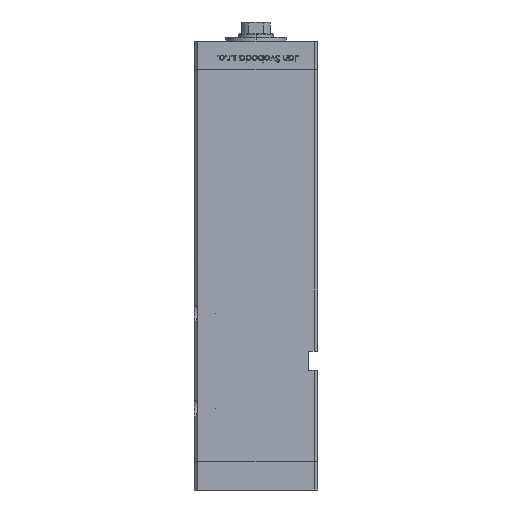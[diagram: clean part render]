
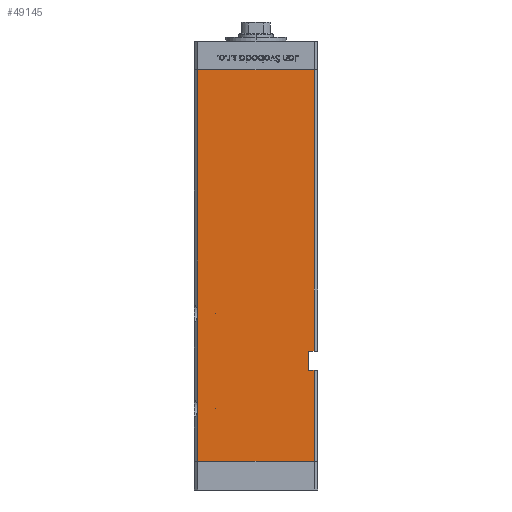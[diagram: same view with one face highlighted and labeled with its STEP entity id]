
A CAD part, left-side view. The second image highlights one B-rep face of the part: STEP entity #49145.
In plain terms, the highlighted planar face has unit normal (-1, 0, 0).
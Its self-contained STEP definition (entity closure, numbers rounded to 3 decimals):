
#588 = LINE ( 'NONE', #41212, #10588 ) ;
#1177 = CARTESIAN_POINT ( 'NONE',  ( -37.5, -30.5, 48. ) ) ;
#2317 = ORIENTED_EDGE ( 'NONE', *, *, #31286, .F. ) ;
#2871 = CARTESIAN_POINT ( 'NONE',  ( -37.5, -27.5, 58. ) ) ;
#3607 = DIRECTION ( 'NONE',  ( 0., 1., 0. ) ) ;
#3779 = EDGE_CURVE ( 'NONE', #25070, #17662, #36066, .T. ) ;
#4435 = ORIENTED_EDGE ( 'NONE', *, *, #14331, .F. ) ;
#5773 = LINE ( 'NONE', #10066, #39095 ) ;
#6278 = VERTEX_POINT ( 'NONE', #44203 ) ;
#6698 = EDGE_CURVE ( 'NONE', #32614, #26094, #588, .T. ) ;
#7069 = VECTOR ( 'NONE', #24410, 1000. ) ;
#7083 = EDGE_LOOP ( 'NONE', ( #2317, #41229, #24838, #21104, #4435, #43825, #15377, #42308 ) ) ;
#8164 = FACE_OUTER_BOUND ( 'NONE', #7083, .T. ) ;
#10066 = CARTESIAN_POINT ( 'NONE',  ( -37.5, 30.5, 0. ) ) ;
#10588 = VECTOR ( 'NONE', #16989, 1000. ) ;
#11679 = DIRECTION ( 'NONE',  ( 1., 0., 0. ) ) ;
#12290 = CARTESIAN_POINT ( 'NONE',  ( -37.5, -30.5, 206. ) ) ;
#12372 = VECTOR ( 'NONE', #53015, 1000. ) ;
#14331 = EDGE_CURVE ( 'NONE', #17662, #23810, #52636, .T. ) ;
#14795 = DIRECTION ( 'NONE',  ( 0., 0., -1. ) ) ;
#14907 = DIRECTION ( 'NONE',  ( 0., -1., 0. ) ) ;
#15375 = CARTESIAN_POINT ( 'NONE',  ( -37.5, -27.5, 58. ) ) ;
#15377 = ORIENTED_EDGE ( 'NONE', *, *, #42992, .T. ) ;
#16859 = DIRECTION ( 'NONE',  ( 0., 0., -1. ) ) ;
#16989 = DIRECTION ( 'NONE',  ( 0., -1., 0. ) ) ;
#17662 = VERTEX_POINT ( 'NONE', #23882 ) ;
#19473 = VECTOR ( 'NONE', #14795, 1000. ) ;
#21104 = ORIENTED_EDGE ( 'NONE', *, *, #40968, .T. ) ;
#22427 = EDGE_CURVE ( 'NONE', #27290, #34117, #5773, .T. ) ;
#23810 = VERTEX_POINT ( 'NONE', #23995 ) ;
#23882 = CARTESIAN_POINT ( 'NONE',  ( -37.5, -30.5, 206. ) ) ;
#23995 = CARTESIAN_POINT ( 'NONE',  ( -37.5, -30.5, 58. ) ) ;
#24324 = PLANE ( 'NONE',  #32309 ) ;
#24410 = DIRECTION ( 'NONE',  ( 0., 0., -1. ) ) ;
#24762 = DIRECTION ( 'NONE',  ( 0., -1., 0. ) ) ;
#24838 = ORIENTED_EDGE ( 'NONE', *, *, #44483, .F. ) ;
#25070 = VERTEX_POINT ( 'NONE', #27508 ) ;
#26094 = VERTEX_POINT ( 'NONE', #1177 ) ;
#26913 = CARTESIAN_POINT ( 'NONE',  ( -37.5, -30.5, 206. ) ) ;
#27290 = VERTEX_POINT ( 'NONE', #51464 ) ;
#27362 = LINE ( 'NONE', #2871, #27780 ) ;
#27508 = CARTESIAN_POINT ( 'NONE',  ( -37.5, 30.5, 206. ) ) ;
#27780 = VECTOR ( 'NONE', #43748, 1000. ) ;
#31286 = EDGE_CURVE ( 'NONE', #26094, #34117, #50848, .T. ) ;
#32309 = AXIS2_PLACEMENT_3D ( 'NONE', #36436, #11679, #3607 ) ;
#32614 = VERTEX_POINT ( 'NONE', #46428 ) ;
#34117 = VERTEX_POINT ( 'NONE', #37696 ) ;
#34672 = VECTOR ( 'NONE', #16859, 1000. ) ;
#36066 = LINE ( 'NONE', #47898, #40497 ) ;
#36361 = LINE ( 'NONE', #15375, #12372 ) ;
#36436 = CARTESIAN_POINT ( 'NONE',  ( -37.5, 30.5, 206. ) ) ;
#36526 = LINE ( 'NONE', #49673, #34672 ) ;
#37696 = CARTESIAN_POINT ( 'NONE',  ( -37.5, -30.5, 0. ) ) ;
#39095 = VECTOR ( 'NONE', #14907, 1000. ) ;
#40497 = VECTOR ( 'NONE', #24762, 1000. ) ;
#40968 = EDGE_CURVE ( 'NONE', #6278, #23810, #27362, .T. ) ;
#41212 = CARTESIAN_POINT ( 'NONE',  ( -37.5, -27.5, 48. ) ) ;
#41229 = ORIENTED_EDGE ( 'NONE', *, *, #6698, .F. ) ;
#42308 = ORIENTED_EDGE ( 'NONE', *, *, #22427, .T. ) ;
#42992 = EDGE_CURVE ( 'NONE', #25070, #27290, #36526, .T. ) ;
#43748 = DIRECTION ( 'NONE',  ( 0., -1., 0. ) ) ;
#43825 = ORIENTED_EDGE ( 'NONE', *, *, #3779, .F. ) ;
#44203 = CARTESIAN_POINT ( 'NONE',  ( -37.5, -27.5, 58. ) ) ;
#44483 = EDGE_CURVE ( 'NONE', #6278, #32614, #36361, .T. ) ;
#46428 = CARTESIAN_POINT ( 'NONE',  ( -37.5, -27.5, 48. ) ) ;
#47898 = CARTESIAN_POINT ( 'NONE',  ( -37.5, 30.5, 206. ) ) ;
#49145 = ADVANCED_FACE ( 'NONE', ( #8164 ), #24324, .F. ) ;
#49673 = CARTESIAN_POINT ( 'NONE',  ( -37.5, 30.5, 206. ) ) ;
#50848 = LINE ( 'NONE', #26913, #19473 ) ;
#51464 = CARTESIAN_POINT ( 'NONE',  ( -37.5, 30.5, 0. ) ) ;
#52636 = LINE ( 'NONE', #12290, #7069 ) ;
#53015 = DIRECTION ( 'NONE',  ( 0., 0., -1. ) ) ;
